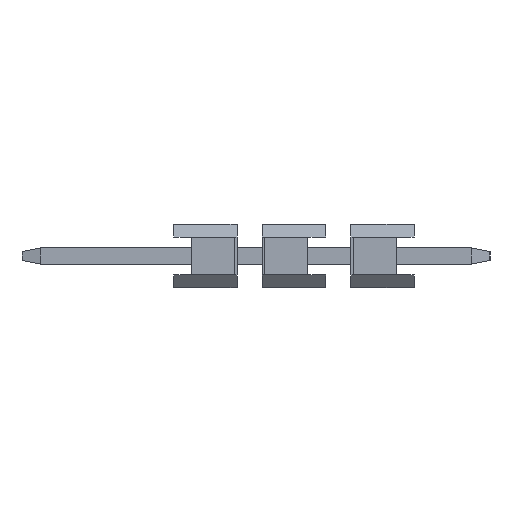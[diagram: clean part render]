
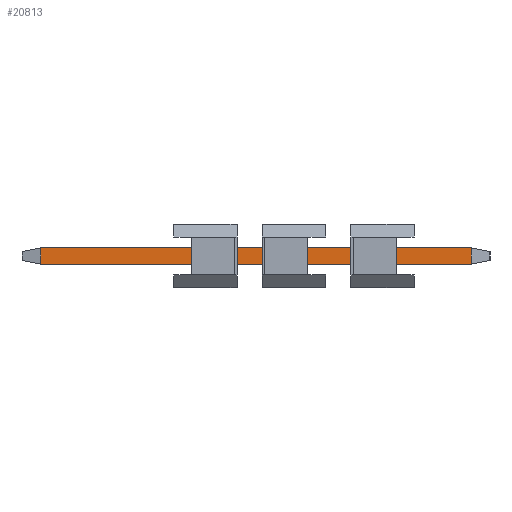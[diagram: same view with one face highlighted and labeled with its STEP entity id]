
A CAD part, left-side view. The second image highlights one B-rep face of the part: STEP entity #20813.
In plain terms, the highlighted planar face has unit normal (-1, 0, 0).
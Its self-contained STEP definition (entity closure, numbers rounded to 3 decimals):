
#20574=CARTESIAN_POINT('',(-0.32,-2.25,-0.32));
#20575=VERTEX_POINT('',#20574);
#20605=CARTESIAN_POINT('',(-0.32,14.75,-0.32));
#20606=VERTEX_POINT('',#20605);
#20607=CARTESIAN_POINT('',(-0.32,-2.25,-0.32));
#20608=DIRECTION('',(0.,1.,0.));
#20609=VECTOR('',#20608,17.);
#20610=LINE('',#20607,#20609);
#20611=EDGE_CURVE('',#20575,#20606,#20610,.T.);
#20755=CARTESIAN_POINT('',(-0.32,-2.25,0.32));
#20756=VERTEX_POINT('',#20755);
#20781=CARTESIAN_POINT('',(-0.32,-2.25,0.32));
#20782=DIRECTION('',(0.,0.,-1.));
#20783=VECTOR('',#20782,0.64);
#20784=LINE('',#20781,#20783);
#20785=EDGE_CURVE('',#20756,#20575,#20784,.T.);
#20790=CARTESIAN_POINT('',(-0.32,-3.,-0.32));
#20791=DIRECTION('',(0.,0.,1.));
#20792=DIRECTION('',(-1.,0.,0.));
#20793=AXIS2_PLACEMENT_3D('',#20790,#20792,#20791);
#20794=PLANE('',#20793);
#20795=ORIENTED_EDGE('',*,*,#20611,.F.);
#20796=ORIENTED_EDGE('',*,*,#20785,.F.);
#20797=CARTESIAN_POINT('',(-0.32,14.75,0.32));
#20798=VERTEX_POINT('',#20797);
#20799=CARTESIAN_POINT('',(-0.32,-2.25,0.32));
#20800=DIRECTION('',(0.,1.,0.));
#20801=VECTOR('',#20800,17.);
#20802=LINE('',#20799,#20801);
#20803=EDGE_CURVE('',#20756,#20798,#20802,.T.);
#20804=ORIENTED_EDGE('',*,*,#20803,.T.);
#20805=CARTESIAN_POINT('',(-0.32,14.75,0.32));
#20806=DIRECTION('',(0.,0.,-1.));
#20807=VECTOR('',#20806,0.64);
#20808=LINE('',#20805,#20807);
#20809=EDGE_CURVE('',#20798,#20606,#20808,.T.);
#20810=ORIENTED_EDGE('',*,*,#20809,.T.);
#20811=EDGE_LOOP('',(#20795,#20796,#20804,#20810));
#20812=FACE_OUTER_BOUND('',#20811,.T.);
#20813=ADVANCED_FACE('',(#20812),#20794,.T.);
